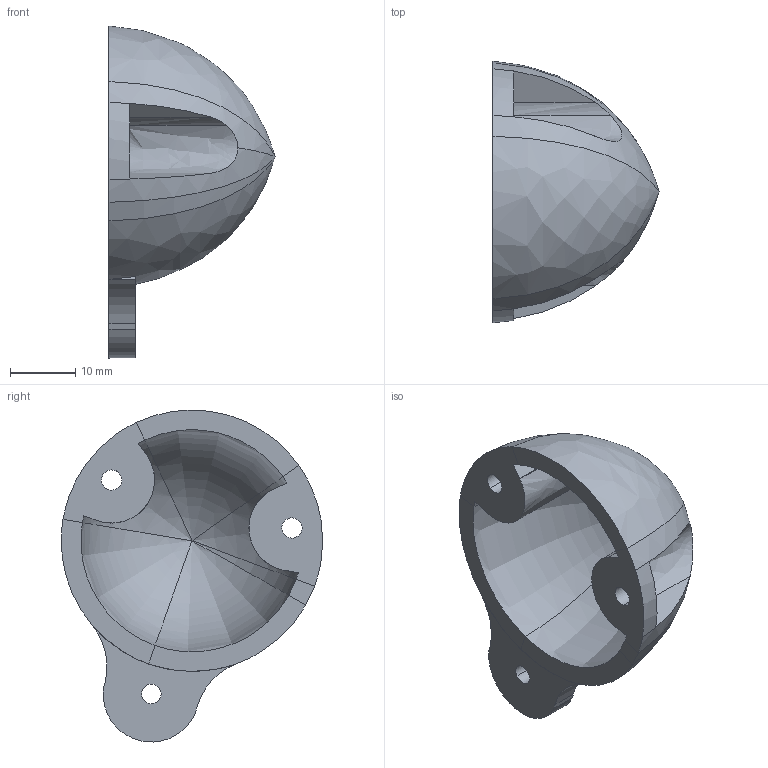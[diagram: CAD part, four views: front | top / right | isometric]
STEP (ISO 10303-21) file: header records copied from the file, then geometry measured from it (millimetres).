
FILE_DESCRIPTION(/* description */ (''),/* implementation_level */ '2;1');
FILE_NAME(/* name */ 'BALLAS~2',/* time_stamp */ '2017-11-18T16:27:15+01:00',/* author */ (''),/* organization */ (''),/* preprocessor_version */ 'ST-DEVELOPER v15',/* originating_system */ '',/* authorisation */ '');
FILE_SCHEMA (('AUTOMOTIVE_DESIGN'));
Length unit declared in the file: millimetre
Products named in the file (1): Document
Bounding box: 25.4 x 40 x 50.79 mm (x, y, z)
Surface area: 6290.7 mm2 (no closed solid volume)
Topology: 0 solids, 1 shells, 58 faces, 155 edges, 83 vertices
Faces by surface type: bspline 38, plane 20
Entity records: 3919 total; most frequent: CARTESIAN_POINT 3066, ORIENTED_EDGE 279, EDGE_CURVE 142, VERTEX_POINT 83, B_SPLINE_CURVE_WITH_KNOTS 72, EDGE_LOOP 64, ADVANCED_FACE 58, FACE_OUTER_BOUND 58
